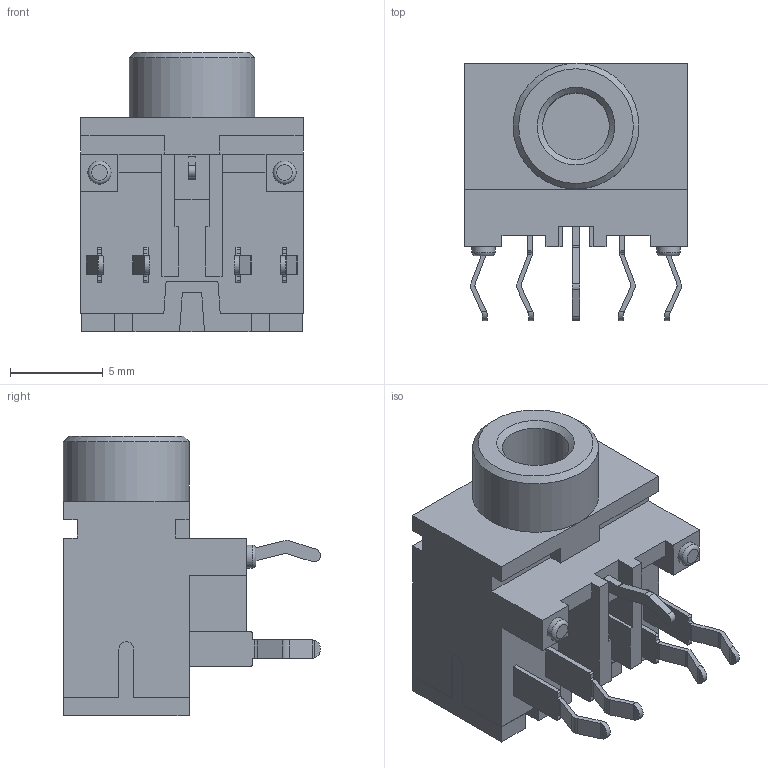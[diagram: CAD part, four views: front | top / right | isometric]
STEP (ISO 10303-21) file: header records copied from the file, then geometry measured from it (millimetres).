
FILE_DESCRIPTION(/* description */ (''),/* implementation_level */ '2;1');
FILE_NAME(/* name */ 'STX-3120-5B.step',/* time_stamp */ '2022-09-16T14:48:16-07:00',/* author */ (''),/* organization */ (''),/* preprocessor_version */ 'ST-DEVELOPER v19',/* originating_system */ 'Autodesk Translation Framework v11.7.0.108',/* authorisation */ '');
FILE_SCHEMA (('AUTOMOTIVE_DESIGN { 1 0 10303 214 3 1 1 }'));
Length unit declared in the file: millimetre
Products named in the file (1): STX-3120-5B
Bounding box: 12 x 13.9 x 15.1 mm (x, y, z)
Volume: 1007.5 mm3; surface area: 1126.9 mm2
Topology: 5 solids, 5 shells, 218 faces, 604 edges, 401 vertices
Faces by surface type: plane 158, cylinder 56, torus 2, cone 2
Full cylindrical faces by diameter (mm): 1.25 x2, 3.4 x1, 3.6 x1, 6.8 x1
Entity records: 7113 total; most frequent: CARTESIAN_POINT 1304, ORIENTED_EDGE 1208, DIRECTION 1139, EDGE_CURVE 604, LINE 475, VECTOR 475, VERTEX_POINT 401, AXIS2_PLACEMENT_3D 332
